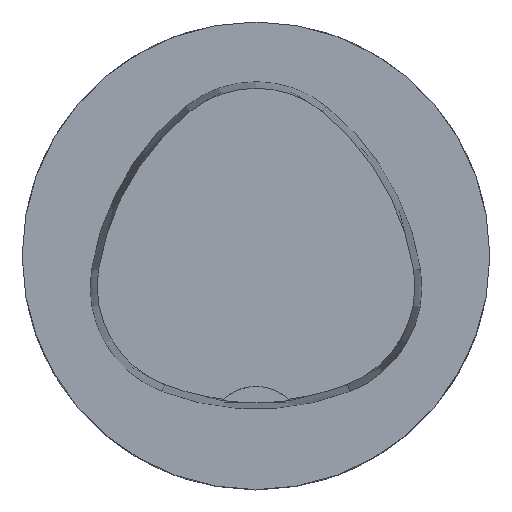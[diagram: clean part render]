
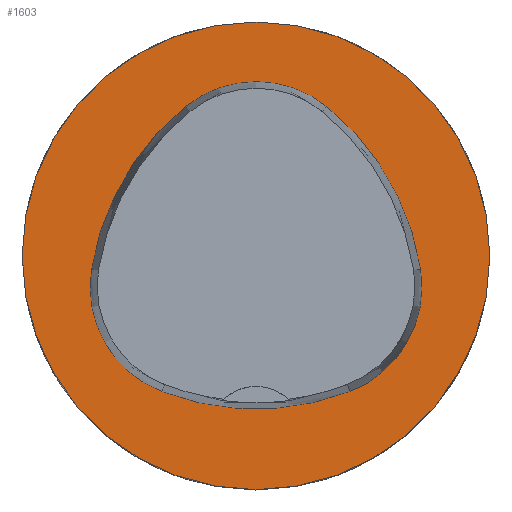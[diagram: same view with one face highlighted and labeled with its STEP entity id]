
A CAD part, top view. The second image highlights one B-rep face of the part: STEP entity #1603.
In plain terms, the highlighted planar face has unit normal (0, 0, 1).
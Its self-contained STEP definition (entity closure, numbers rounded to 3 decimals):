
#313=PLANE('',#10931);
#1247=FACE_BOUND('',#2990,.T.);
#1248=FACE_BOUND('',#2991,.T.);
#1603=ADVANCED_FACE('',(#1247,#1248),#313,.T.);
#2990=EDGE_LOOP('',(#5587,#5588,#5589,#5590,#5591,#5592));
#2991=EDGE_LOOP('',(#5593));
#4219=CIRCLE('',#10753,25.);
#4268=CIRCLE('',#10909,28.);
#4270=CIRCLE('',#10912,12.);
#4272=CIRCLE('',#10915,28.);
#4274=CIRCLE('',#10918,12.);
#4278=CIRCLE('',#10923,28.);
#4280=CIRCLE('',#10926,12.);
#5587=ORIENTED_EDGE('',*,*,#9256,.T.);
#5588=ORIENTED_EDGE('',*,*,#9236,.T.);
#5589=ORIENTED_EDGE('',*,*,#9240,.T.);
#5590=ORIENTED_EDGE('',*,*,#9243,.T.);
#5591=ORIENTED_EDGE('',*,*,#9246,.T.);
#5592=ORIENTED_EDGE('',*,*,#9254,.T.);
#5593=ORIENTED_EDGE('',*,*,#8944,.F.);
#7945=VERTEX_POINT('',#15346);
#8123=VERTEX_POINT('',#44045);
#8124=VERTEX_POINT('',#44046);
#8127=VERTEX_POINT('',#44054);
#8129=VERTEX_POINT('',#44060);
#8131=VERTEX_POINT('',#44066);
#8138=VERTEX_POINT('',#44087);
#8944=EDGE_CURVE('',#7945,#7945,#4219,.T.);
#9236=EDGE_CURVE('',#8123,#8124,#4268,.T.);
#9240=EDGE_CURVE('',#8124,#8127,#4270,.T.);
#9243=EDGE_CURVE('',#8127,#8129,#4272,.T.);
#9246=EDGE_CURVE('',#8129,#8131,#4274,.T.);
#9254=EDGE_CURVE('',#8131,#8138,#4278,.T.);
#9256=EDGE_CURVE('',#8138,#8123,#4280,.T.);
#10753=AXIS2_PLACEMENT_3D('',#15345,#12236,#12237);
#10909=AXIS2_PLACEMENT_3D('',#44044,#12570,#12571);
#10912=AXIS2_PLACEMENT_3D('',#44053,#12578,#12579);
#10915=AXIS2_PLACEMENT_3D('',#44059,#12585,#12586);
#10918=AXIS2_PLACEMENT_3D('',#44065,#12592,#12593);
#10923=AXIS2_PLACEMENT_3D('',#44088,#12604,#12605);
#10926=AXIS2_PLACEMENT_3D('',#44091,#12610,#12611);
#10931=AXIS2_PLACEMENT_3D('',#44096,#12620,#12621);
#12236=DIRECTION('',(0.,0.,-1.));
#12237=DIRECTION('',(-1.,0.,0.));
#12570=DIRECTION('',(0.,0.,-1.));
#12571=DIRECTION('',(-1.,0.,0.));
#12578=DIRECTION('',(0.,0.,-1.));
#12579=DIRECTION('',(-1.,0.,0.));
#12585=DIRECTION('',(0.,0.,-1.));
#12586=DIRECTION('',(-1.,0.,0.));
#12592=DIRECTION('',(0.,0.,-1.));
#12593=DIRECTION('',(-1.,0.,0.));
#12604=DIRECTION('',(0.,0.,-1.));
#12605=DIRECTION('',(-1.,0.,0.));
#12610=DIRECTION('',(0.,0.,-1.));
#12611=DIRECTION('',(-1.,0.,0.));
#12620=DIRECTION('',(0.,0.,1.));
#12621=DIRECTION('',(1.,0.,0.));
#15345=CARTESIAN_POINT('',(0.,0.,0.));
#15346=CARTESIAN_POINT('',(-25.,0.,0.));
#44044=CARTESIAN_POINT('',(10.068,-5.824,0.));
#44045=CARTESIAN_POINT('',(-17.584,-1.424,0.));
#44046=CARTESIAN_POINT('',(-7.531,15.953,0.));
#44053=CARTESIAN_POINT('',(0.011,6.62,0.));
#44054=CARTESIAN_POINT('',(7.567,15.942,0.));
#44059=CARTESIAN_POINT('',(-10.063,-5.81,0.));
#44060=CARTESIAN_POINT('',(17.59,-1.418,0.));
#44065=CARTESIAN_POINT('',(5.739,-3.3,0.));
#44066=CARTESIAN_POINT('',(10.05,-14.499,0.));
#44087=CARTESIAN_POINT('',(-10.025,-14.516,0.));
#44088=CARTESIAN_POINT('',(-0.01,11.631,0.));
#44091=CARTESIAN_POINT('',(-5.733,-3.31,0.));
#44096=CARTESIAN_POINT('',(0.,0.,0.));
